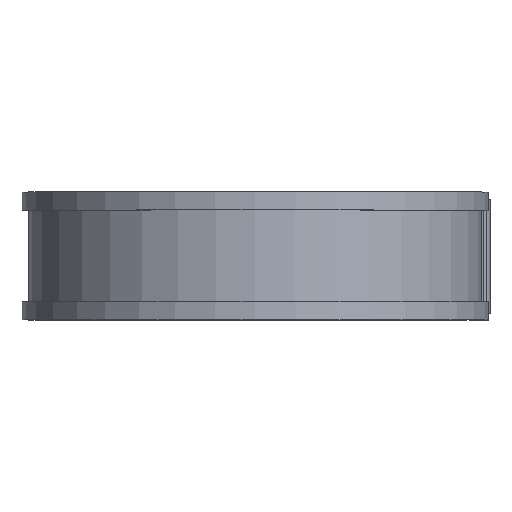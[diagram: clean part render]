
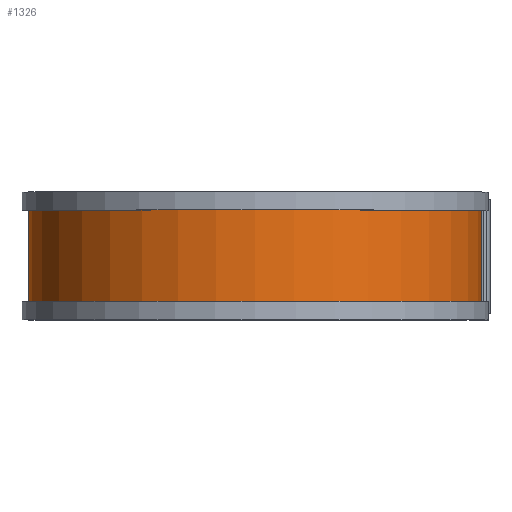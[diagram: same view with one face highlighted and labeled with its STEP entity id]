
A CAD part, top view. The second image highlights one B-rep face of the part: STEP entity #1326.
In plain terms, the highlighted cylindrical face has radius 50.368 mm (diameter 100.736 mm), a partial arc.
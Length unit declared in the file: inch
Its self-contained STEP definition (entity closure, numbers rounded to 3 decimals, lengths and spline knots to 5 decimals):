
#31 = CARTESIAN_POINT ( 'NONE',  ( 0., 0.4, -1.983 ) ) ;
#141 = EDGE_CURVE ( 'NONE', #1307, #261, #636, .T. ) ;
#261 = VERTEX_POINT ( 'NONE', #329 ) ;
#266 = DIRECTION ( 'NONE',  ( 0., 0., -1. ) ) ;
#269 = CARTESIAN_POINT ( 'NONE',  ( 0., 0.5, 0. ) ) ;
#329 = CARTESIAN_POINT ( 'NONE',  ( 0., -0.4, -1.983 ) ) ;
#361 = DIRECTION ( 'NONE',  ( 0., -1., 0. ) ) ;
#381 = CARTESIAN_POINT ( 'NONE',  ( 1.983, 0.5, 0. ) ) ;
#390 = LINE ( 'NONE', #381, #395 ) ;
#395 = VECTOR ( 'NONE', #361, 39.37008 ) ;
#433 = DIRECTION ( 'NONE',  ( 0., -1., 0. ) ) ;
#545 = EDGE_CURVE ( 'NONE', #1021, #930, #390, .T. ) ;
#611 = VECTOR ( 'NONE', #433, 39.37008 ) ;
#636 = LINE ( 'NONE', #1005, #611 ) ;
#638 = CARTESIAN_POINT ( 'NONE',  ( 1.983, 0.4, 0. ) ) ;
#733 = EDGE_CURVE ( 'NONE', #1021, #1307, #1135, .T. ) ;
#750 = AXIS2_PLACEMENT_3D ( 'NONE', #269, #822, #266 ) ;
#772 = EDGE_CURVE ( 'NONE', #930, #261, #1155, .T. ) ;
#822 = DIRECTION ( 'NONE',  ( 0., -1., 0. ) ) ;
#866 = ORIENTED_EDGE ( 'NONE', *, *, #545, .F. ) ;
#930 = VERTEX_POINT ( 'NONE', #1068 ) ;
#939 = ORIENTED_EDGE ( 'NONE', *, *, #733, .T. ) ;
#1005 = CARTESIAN_POINT ( 'NONE',  ( 0., 0.5, -1.983 ) ) ;
#1021 = VERTEX_POINT ( 'NONE', #638 ) ;
#1031 = AXIS2_PLACEMENT_3D ( 'NONE', #1333, #1443, #1455 ) ;
#1068 = CARTESIAN_POINT ( 'NONE',  ( 1.983, -0.4, 0. ) ) ;
#1105 = ORIENTED_EDGE ( 'NONE', *, *, #772, .F. ) ;
#1107 = DIRECTION ( 'NONE',  ( 0., 0., -1. ) ) ;
#1135 = CIRCLE ( 'NONE', #1148, 1.983 ) ;
#1148 = AXIS2_PLACEMENT_3D ( 'NONE', #1191, #1293, #1107 ) ;
#1155 = CIRCLE ( 'NONE', #1031, 1.983 ) ;
#1160 = ORIENTED_EDGE ( 'NONE', *, *, #141, .T. ) ;
#1191 = CARTESIAN_POINT ( 'NONE',  ( 0., 0.4, 0. ) ) ;
#1293 = DIRECTION ( 'NONE',  ( 0., -1., 0. ) ) ;
#1307 = VERTEX_POINT ( 'NONE', #31 ) ;
#1326 = ADVANCED_FACE ( 'NONE', ( #1702 ), #1660, .T. ) ;
#1333 = CARTESIAN_POINT ( 'NONE',  ( 0., -0.4, 0. ) ) ;
#1443 = DIRECTION ( 'NONE',  ( 0., -1., 0. ) ) ;
#1455 = DIRECTION ( 'NONE',  ( 0., 0., -1. ) ) ;
#1624 = EDGE_LOOP ( 'NONE', ( #866, #939, #1160, #1105 ) ) ;
#1660 = CYLINDRICAL_SURFACE ( 'NONE', #750, 1.983 ) ;
#1702 = FACE_OUTER_BOUND ( 'NONE', #1624, .T. ) ;
